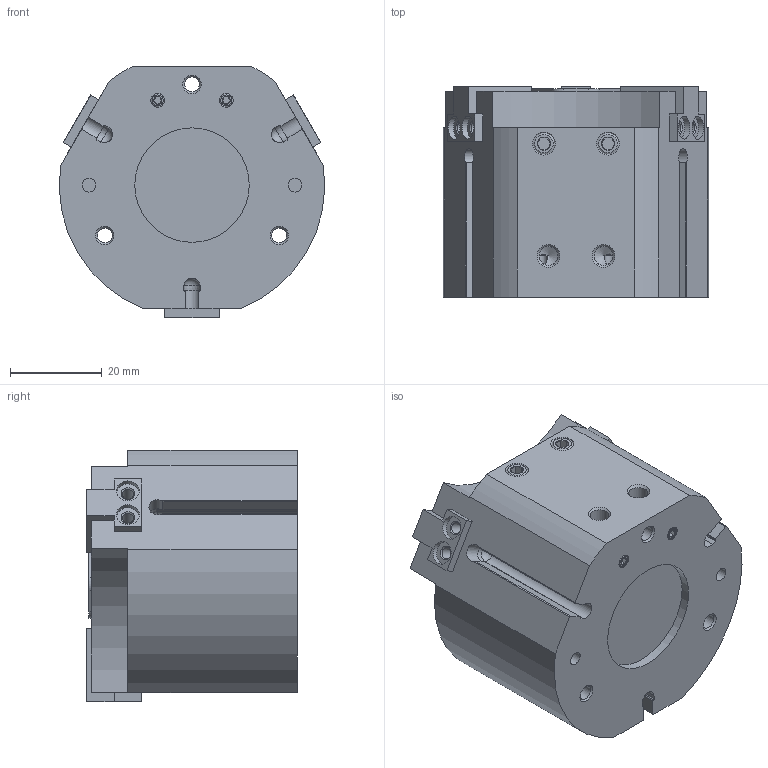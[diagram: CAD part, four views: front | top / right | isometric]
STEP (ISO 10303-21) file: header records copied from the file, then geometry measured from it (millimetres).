
FILE_DESCRIPTION(/* description */ ('STEP AP214'),/* implementation_level */ '2;1');
FILE_NAME(/* name */ '560180_HGDT-35-A-F',/* time_stamp */ '2024-08-29T05:18:19+02:00',/* author */ ('License CC BY-ND 4.0'),/* organization */ ('CADENAS'),/* preprocessor_version */ 'ST-DEVELOPER v19.3',/* originating_system */ 'PARTsolutions',/* authorisation */ ' ');
FILE_SCHEMA (('INTEGRATED_CNC_SCHEMA','PROCESS_PLANNING_SCHEMA','AUTOMOTIVE_DESIGN {1 0 10303 214 3 1 1}'));
Length unit declared in the file: millimetre
Products named in the file (5): 560180 HGDT-35-A-F---(2); 560180 HGDT-35-A-Fz; 560180 HGDT-35-A-Fj; DIN-913 - M5x5; DIN-913 - M3x3
Assembly tree (8 placements, depth 2):
  560180 HGDT-35-A-F---(2)
    560180 HGDT-35-A-Fz
    560180 HGDT-35-A-Fj  x3
    DIN-913 - M5x5  x2
    DIN-913 - M3x3  x2
Bounding box: 57.99 x 46 x 55 mm (x, y, z)
Volume: 100642.6 mm3; surface area: 24066.7 mm2
Topology: 8 solids, 8 shells, 324 faces, 777 edges, 486 vertices
Faces by surface type: plane 161, cylinder 86, cone 74, sphere 3
Full cylindrical faces by diameter (mm): 2.459 x14, 3 x4, 3.242 x3, 3.3 x3, 4.134 x4, 5 x17, 5.9 x3, 25 x1
Entity records: 6381 total; most frequent: CARTESIAN_POINT 1190, DIRECTION 1059, ORIENTED_EDGE 954, EDGE_CURVE 477, AXIS2_PLACEMENT_3D 391, VERTEX_POINT 343, FACE_BOUND 314, EDGE_LOOP 304
